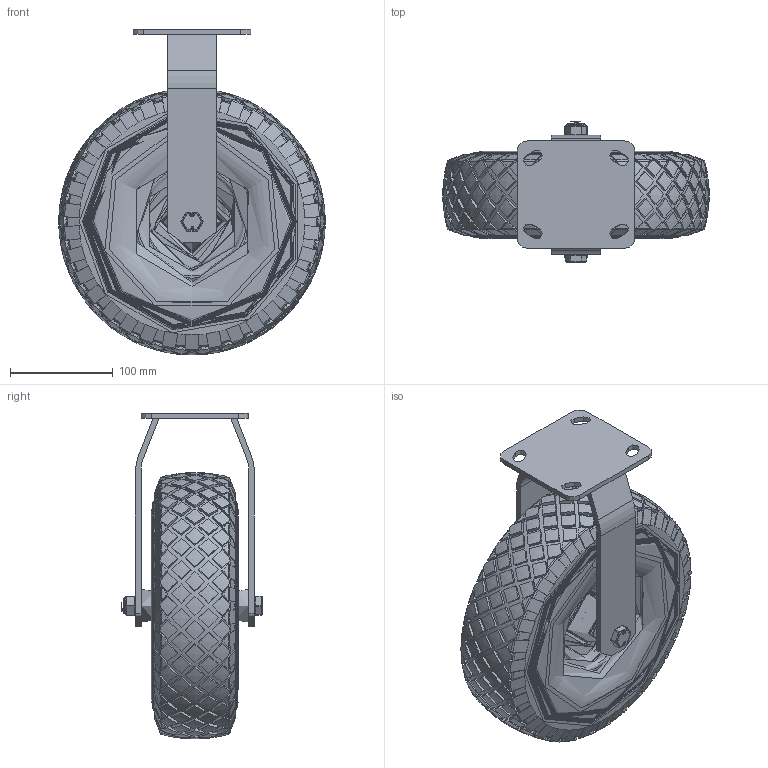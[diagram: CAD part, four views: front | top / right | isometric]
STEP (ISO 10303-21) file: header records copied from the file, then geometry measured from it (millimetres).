
FILE_DESCRIPTION(/* description */ ('','CAx-IF Rec.Pracs.---Representation and Presentation of Product Manufacturing Information (PMI)---4.0---2014-10-13'),/* implementation_level */ '2;1');
FILE_NAME(/* name */ 'BZFPCF260MPUBD.step',/* time_stamp */ '2024-12-13T11:56:34Z',/* author */ (''),/* organization */ (''),/* preprocessor_version */ 'ST-DEVELOPER v20',/* originating_system */ 'Autodesk Translation Framework v13.20.0.188',/* authorisation */ '');
FILE_SCHEMA (('AP242_MANAGED_MODEL_BASED_3D_ENGINEERING_MIM_LF { 1 0 10303 442 1 1 4 }'));
Products named in the file (33): BZFPCF260MPUBD; BZFPCF260AS v1; BZFPCF260AS; FABRICATED STEEL BRACKET; BZWMPUR26020D v1; TYRE260PUD; PUNCTURE PROOF TYRE; RIM300X4STGREYRB20X7; STEEL RIM; RIM; PLASTIC CAP; ROLLER BEARING; CAGE; Pattern; Component1; TUBEM20X105 v1; ZINC PLATED TUBE; WP20X40X2 v1; NYLON WASHER; Component1 (1); WP20X40X2 v1 (1); NYLON WASHER (1); Component1 (2); WM20X32X13 v1; ZINC PLATED WASHER; WM20X32X13 v1 (1); ZINC PLATED WASHER (1); BOLTM12X130Z8.8 v2; ZINC PLATED BOLT; NYLOCM12Z v1; NYLOC NUT; NUT; RUBBER
Assembly tree (39 placements, depth 6):
  BZFPCF260MPUBD
    BZFPCF260AS v1
      BZFPCF260AS
      FABRICATED STEEL BRACKET
    BZWMPUR26020D v1
      TYRE260PUD
        PUNCTURE PROOF TYRE
      RIM300X4STGREYRB20X7
        STEEL RIM
          RIM
        PLASTIC CAP
        ROLLER BEARING
          CAGE
          Pattern
            Component1  x8
    TUBEM20X105 v1
      ZINC PLATED TUBE
    WP20X40X2 v1
      NYLON WASHER
        Component1 (1)
    WP20X40X2 v1 (1)
      NYLON WASHER (1)
        Component1 (2)
    WM20X32X13 v1
      ZINC PLATED WASHER
    WM20X32X13 v1 (1)
      ZINC PLATED WASHER (1)
    BOLTM12X130Z8.8 v2
      ZINC PLATED BOLT
    NYLOCM12Z v1
      NYLOC NUT
        NUT
        RUBBER
Bounding box: 260 x 138.3 x 317.97 mm (x, y, z)
Volume: 3679962.5 mm3; surface area: 404457.8 mm2
Topology: 23 solids, 23 shells, 2160 faces, 5492 edges, 3499 vertices
Faces by surface type: bspline 895, plane 603, cylinder 321, cone 208, torus 121, sphere 12
Full cylindrical faces by diameter (mm): 0.796 x2, 7.5 x8, 9 x1, 9.836 x23, 11.834 x23, 12 x3, 12.5 x1, 13 x2, 14 x2, 17.25 x1, 18.5 x1, 19.9 x1, 20 x3, 21 x4, 27 x1, 32 x2, 32.5 x2, 34 x1, 35 x3, 37.5 x2, 58 x1, 61.5 x2, 93 x1, 100 x2, 111 x2, 214 x2, 220 x2
Entity records: 92736 total; most frequent: CARTESIAN_POINT 47164, ORIENTED_EDGE 10942, DIRECTION 6751, EDGE_CURVE 5471, VERTEX_POINT 3485, AXIS2_PLACEMENT_3D 2634, B_SPLINE_CURVE_WITH_KNOTS 2535, EDGE_LOOP 2314
